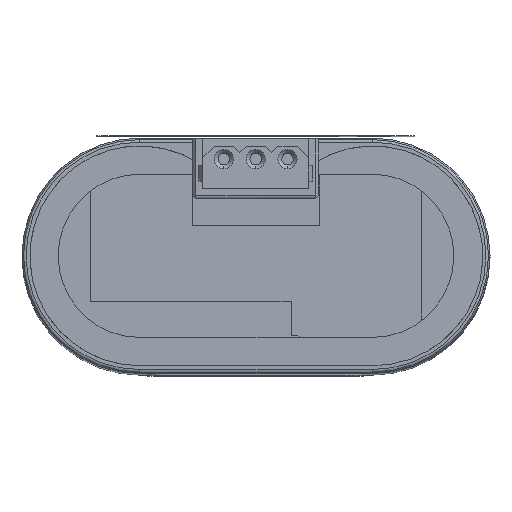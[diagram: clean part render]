
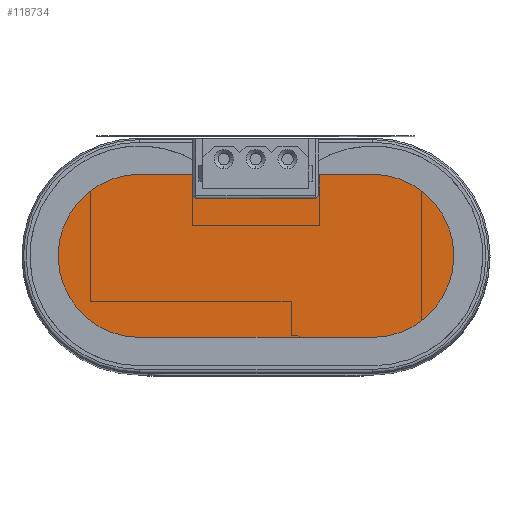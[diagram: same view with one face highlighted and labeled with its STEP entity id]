
A CAD part, top view. The second image highlights one B-rep face of the part: STEP entity #118734.
In plain terms, the highlighted planar face has unit normal (0, 0, 1).
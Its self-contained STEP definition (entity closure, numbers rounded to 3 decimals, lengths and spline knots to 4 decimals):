
#323=CIRCLE('',#122392,0.6406);
#324=CIRCLE('',#122393,0.6406);
#325=CIRCLE('',#122394,0.8625);
#326=CIRCLE('',#122395,0.2);
#327=CIRCLE('',#122396,0.2);
#328=CIRCLE('',#122397,0.8625);
#14943=FACE_OUTER_BOUND('',#21665,.T.);
#21665=EDGE_LOOP('',(#100858,#100859,#100860,#100861,#100862,#100863,#100864,
#100865,#100866,#100867));
#31599=LINE('',#203576,#42225);
#31961=LINE('',#204460,#42587);
#31962=LINE('',#204464,#42588);
#31963=LINE('',#204471,#42589);
#42225=VECTOR('',#138137,0.5725);
#42587=VECTOR('',#138955,0.5775);
#42588=VECTOR('',#138958,1.825);
#42589=VECTOR('',#138965,0.3501);
#53288=VERTEX_POINT('',#203573);
#53289=VERTEX_POINT('',#203575);
#53554=VERTEX_POINT('',#204458);
#53555=VERTEX_POINT('',#204459);
#53556=VERTEX_POINT('',#204461);
#53557=VERTEX_POINT('',#204463);
#53558=VERTEX_POINT('',#204466);
#53559=VERTEX_POINT('',#204468);
#53560=VERTEX_POINT('',#204470);
#53561=VERTEX_POINT('',#204472);
#69054=EDGE_CURVE('',#53289,#53288,#31599,.T.);
#69476=EDGE_CURVE('',#53554,#53555,#31961,.T.);
#69477=EDGE_CURVE('',#53555,#53556,#323,.T.);
#69478=EDGE_CURVE('',#53556,#53557,#31962,.T.);
#69479=EDGE_CURVE('',#53557,#53289,#324,.T.);
#69480=EDGE_CURVE('',#53558,#53288,#325,.T.);
#69481=EDGE_CURVE('',#53559,#53558,#326,.T.);
#69482=EDGE_CURVE('',#53560,#53559,#31963,.T.);
#69483=EDGE_CURVE('',#53561,#53560,#327,.T.);
#69484=EDGE_CURVE('',#53554,#53561,#328,.T.);
#100858=ORIENTED_EDGE('',*,*,#69476,.T.);
#100859=ORIENTED_EDGE('',*,*,#69477,.T.);
#100860=ORIENTED_EDGE('',*,*,#69478,.T.);
#100861=ORIENTED_EDGE('',*,*,#69479,.T.);
#100862=ORIENTED_EDGE('',*,*,#69054,.T.);
#100863=ORIENTED_EDGE('',*,*,#69480,.F.);
#100864=ORIENTED_EDGE('',*,*,#69481,.F.);
#100865=ORIENTED_EDGE('',*,*,#69482,.F.);
#100866=ORIENTED_EDGE('',*,*,#69483,.F.);
#100867=ORIENTED_EDGE('',*,*,#69484,.F.);
#106694=PLANE('',#122391);
#118734=ADVANCED_FACE('',(#14943),#106694,.T.);
#122391=AXIS2_PLACEMENT_3D('',#204457,#138953,#138954);
#122392=AXIS2_PLACEMENT_3D('',#204462,#138956,#138957);
#122393=AXIS2_PLACEMENT_3D('',#204465,#138959,#138960);
#122394=AXIS2_PLACEMENT_3D('',#204467,#138961,#138962);
#122395=AXIS2_PLACEMENT_3D('',#204469,#138963,#138964);
#122396=AXIS2_PLACEMENT_3D('',#204473,#138966,#138967);
#122397=AXIS2_PLACEMENT_3D('',#204474,#138968,#138969);
#138137=DIRECTION('',(-1.,0.,0.));
#138953=DIRECTION('center_axis',(0.,0.,
1.));
#138954=DIRECTION('ref_axis',(1.,0.,0.));
#138955=DIRECTION('',(-1.,0.,0.));
#138956=DIRECTION('center_axis',(0.,0.,
1.));
#138957=DIRECTION('ref_axis',(0.,-1.,0.));
#138958=DIRECTION('',(1.,0.,0.));
#138959=DIRECTION('center_axis',(0.,0.,
1.));
#138960=DIRECTION('ref_axis',(0.,1.,0.));
#138961=DIRECTION('center_axis',(0.,0.,
-1.));
#138962=DIRECTION('ref_axis',(1.,0.,0.));
#138963=DIRECTION('center_axis',(0.,0.,
1.));
#138964=DIRECTION('ref_axis',(0.376,-0.927,0.));
#138965=DIRECTION('',(1.,0.,0.));
#138966=DIRECTION('center_axis',(0.,0.,
1.));
#138967=DIRECTION('ref_axis',(-0.376,-0.927,0.));
#138968=DIRECTION('center_axis',(0.,0.,
-1.));
#138969=DIRECTION('ref_axis',(1.,0.,0.));
#203573=CARTESIAN_POINT('',(1.2525,0.6406,6.9099));
#203575=CARTESIAN_POINT('',(1.825,0.6406,6.9099));
#203576=CARTESIAN_POINT('',(1.3688,0.6406,6.9099));
#204457=CARTESIAN_POINT('Origin',(0.915,-0.3752,6.9099));
#204458=CARTESIAN_POINT('',(0.5775,0.6406,6.9099));
#204459=CARTESIAN_POINT('',(0.,0.6406,6.9099));
#204460=CARTESIAN_POINT('',(1.3688,0.6406,6.9099));
#204461=CARTESIAN_POINT('',(0.,-0.6406,6.9099));
#204462=CARTESIAN_POINT('Origin',(0.,0.,6.9099));
#204463=CARTESIAN_POINT('',(1.825,-0.6406,6.9099));
#204464=CARTESIAN_POINT('',(0.4562,-0.6406,6.9099));
#204465=CARTESIAN_POINT('Origin',(1.825,0.,6.9099));
#204466=CARTESIAN_POINT('',(1.2293,0.619,6.9099));
#204467=CARTESIAN_POINT('Origin',(1.83,0.,6.9099));
#204468=CARTESIAN_POINT('',(1.0901,0.5625,6.9099));
#204469=CARTESIAN_POINT('Origin',(1.0901,0.7625,6.9099));
#204470=CARTESIAN_POINT('',(0.7399,0.5625,6.9099));
#204471=CARTESIAN_POINT('',(1.1762,0.5625,6.9099));
#204472=CARTESIAN_POINT('',(0.6007,0.619,6.9099));
#204473=CARTESIAN_POINT('Origin',(0.7399,0.7625,6.9099));
#204474=CARTESIAN_POINT('Origin',(0.,0.,6.9099));
